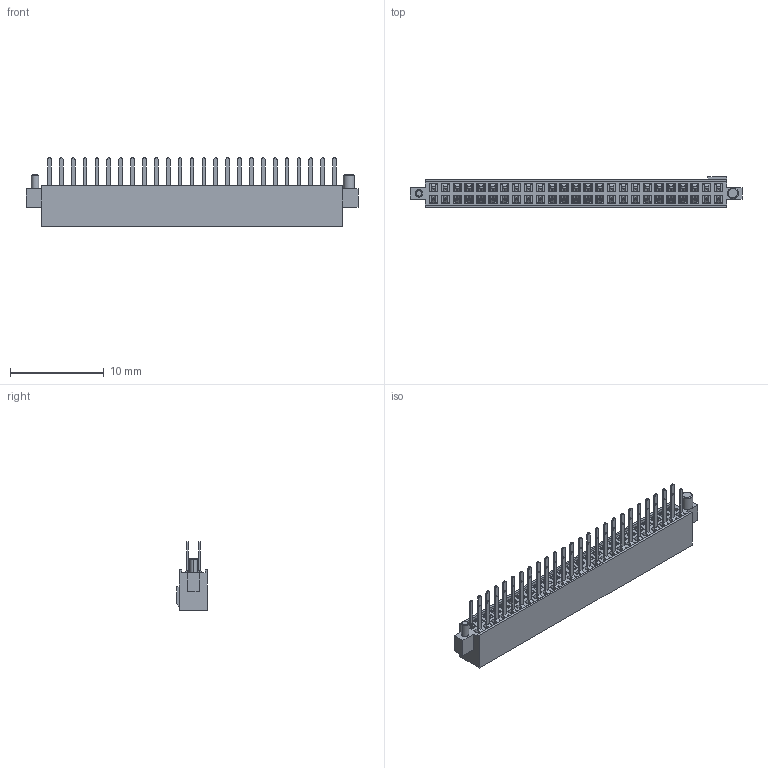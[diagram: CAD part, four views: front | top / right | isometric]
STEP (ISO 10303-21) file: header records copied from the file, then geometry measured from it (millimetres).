
FILE_DESCRIPTION (( 'STEP AP214' ), '1' );
FILE_NAME ('FFH12730-D50S1034K6LA-REF.STEP', '2025-02-21T03:41:44', ( '' ), ( '' ), 'SwSTEP 2.0', 'SolidWorks 2021', '' );
FILE_SCHEMA (( 'AUTOMOTIVE_DESIGN' ));
Length unit declared in the file: millimetre
Products named in the file (1): FFH12730-D50S1034K6LA-REF
Bounding box: 35.5 x 3.3 x 7.3 mm (x, y, z)
Volume: 303.6 mm3; surface area: 1951.2 mm2
Topology: 1 solids, 1 shells, 3722 faces, 8870 edges, 5152 vertices
Faces by surface type: plane 2814, cylinder 904, cone 4
Entity records: 104628 total; most frequent: DIRECTION 18128, CARTESIAN_POINT 17745, ORIENTED_EDGE 17740, EDGE_CURVE 8870, LINE 7058, VECTOR 7058, AXIS2_PLACEMENT_3D 5535, VERTEX_POINT 5152
